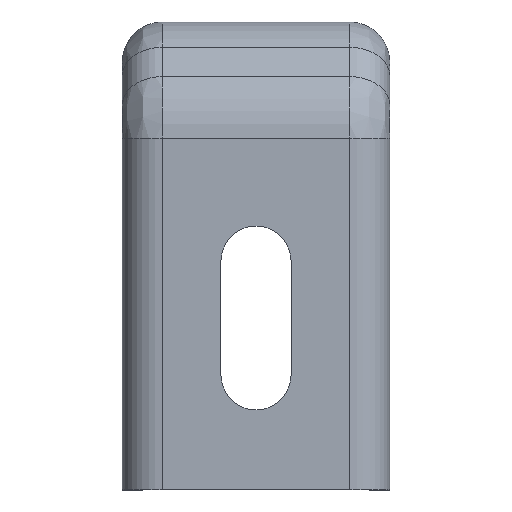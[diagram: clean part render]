
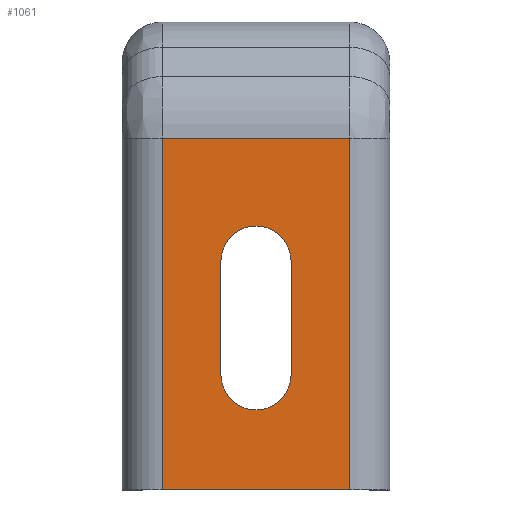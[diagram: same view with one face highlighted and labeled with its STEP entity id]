
A CAD part, top view. The second image highlights one B-rep face of the part: STEP entity #1061.
In plain terms, the highlighted face is planar.
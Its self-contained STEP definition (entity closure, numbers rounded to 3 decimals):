
#18 = LINE ( 'NONE', #1366, #794 ) ;
#48 = LINE ( 'NONE', #1738, #567 ) ;
#52 = CARTESIAN_POINT ( 'NONE',  ( 0., 17.2, 5.25 ) ) ;
#56 = LINE ( 'NONE', #218, #1892 ) ;
#66 = AXIS2_PLACEMENT_3D ( 'NONE', #1378, #1831, #1679 ) ;
#109 = ORIENTED_EDGE ( 'NONE', *, *, #987, .F. ) ;
#118 = EDGE_CURVE ( 'NONE', #1640, #607, #48, .T. ) ;
#119 = CARTESIAN_POINT ( 'NONE',  ( 0., 17.2, -5.25 ) ) ;
#136 = LINE ( 'NONE', #739, #1480 ) ;
#204 = VERTEX_POINT ( 'NONE', #1452 ) ;
#207 = LINE ( 'NONE', #368, #1135 ) ;
#218 = CARTESIAN_POINT ( 'NONE',  ( 0., 26.308, -14. ) ) ;
#254 = AXIS2_PLACEMENT_3D ( 'NONE', #843, #872, #574 ) ;
#273 = CARTESIAN_POINT ( 'NONE',  ( 0., 52.615, -14. ) ) ;
#326 = FACE_BOUND ( 'NONE', #1458, .T. ) ;
#368 = CARTESIAN_POINT ( 'NONE',  ( 0., 52.615, 0. ) ) ;
#394 = EDGE_CURVE ( 'NONE', #607, #830, #624, .T. ) ;
#400 = VERTEX_POINT ( 'NONE', #1499 ) ;
#443 = VECTOR ( 'NONE', #1836, 1000. ) ;
#473 = ORIENTED_EDGE ( 'NONE', *, *, #118, .F. ) ;
#525 = EDGE_CURVE ( 'NONE', #1398, #204, #207, .T. ) ;
#567 = VECTOR ( 'NONE', #1424, 1000. ) ;
#574 = DIRECTION ( 'NONE',  ( 0., 0., 1. ) ) ;
#587 = ORIENTED_EDGE ( 'NONE', *, *, #394, .F. ) ;
#598 = EDGE_CURVE ( 'NONE', #840, #1640, #821, .T. ) ;
#607 = VERTEX_POINT ( 'NONE', #119 ) ;
#621 = FACE_OUTER_BOUND ( 'NONE', #1380, .T. ) ;
#624 = CIRCLE ( 'NONE', #1729, 5.25 ) ;
#657 = ORIENTED_EDGE ( 'NONE', *, *, #1767, .T. ) ;
#739 = CARTESIAN_POINT ( 'NONE',  ( 0., 34.2, 5.25 ) ) ;
#757 = DIRECTION ( 'NONE',  ( 0., 1., 0. ) ) ;
#794 = VECTOR ( 'NONE', #1224, 1000. ) ;
#805 = DIRECTION ( 'NONE',  ( 0., 0., 1. ) ) ;
#821 = CIRCLE ( 'NONE', #254, 5.25 ) ;
#830 = VERTEX_POINT ( 'NONE', #52 ) ;
#840 = VERTEX_POINT ( 'NONE', #986 ) ;
#843 = CARTESIAN_POINT ( 'NONE',  ( 0., 34.2, 0. ) ) ;
#872 = DIRECTION ( 'NONE',  ( -1., 0., 0. ) ) ;
#986 = CARTESIAN_POINT ( 'NONE',  ( 0., 34.2, 5.25 ) ) ;
#987 = EDGE_CURVE ( 'NONE', #830, #840, #136, .T. ) ;
#1039 = DIRECTION ( 'NONE',  ( -1., 0., 0. ) ) ;
#1061 = ADVANCED_FACE ( 'NONE', ( #326, #621 ), #1230, .T. ) ;
#1067 = CARTESIAN_POINT ( 'NONE',  ( 0., 0., -14. ) ) ;
#1080 = CARTESIAN_POINT ( 'NONE',  ( 0., 0., 20. ) ) ;
#1135 = VECTOR ( 'NONE', #805, 1000. ) ;
#1224 = DIRECTION ( 'NONE',  ( 0., 1., 0. ) ) ;
#1230 = PLANE ( 'NONE',  #66 ) ;
#1240 = EDGE_CURVE ( 'NONE', #1872, #1398, #56, .T. ) ;
#1272 = DIRECTION ( 'NONE',  ( 0., 1., 0. ) ) ;
#1366 = CARTESIAN_POINT ( 'NONE',  ( 0., 0., 14. ) ) ;
#1378 = CARTESIAN_POINT ( 'NONE',  ( 0., 0., 20. ) ) ;
#1380 = EDGE_LOOP ( 'NONE', ( #657, #1830, #1581, #1562 ) ) ;
#1398 = VERTEX_POINT ( 'NONE', #273 ) ;
#1424 = DIRECTION ( 'NONE',  ( 0., -1., 0. ) ) ;
#1452 = CARTESIAN_POINT ( 'NONE',  ( 0., 52.615, 14. ) ) ;
#1458 = EDGE_LOOP ( 'NONE', ( #1658, #109, #587, #473 ) ) ;
#1480 = VECTOR ( 'NONE', #757, 1000. ) ;
#1499 = CARTESIAN_POINT ( 'NONE',  ( 0., 0., 14. ) ) ;
#1562 = ORIENTED_EDGE ( 'NONE', *, *, #1815, .F. ) ;
#1581 = ORIENTED_EDGE ( 'NONE', *, *, #1240, .F. ) ;
#1640 = VERTEX_POINT ( 'NONE', #1783 ) ;
#1652 = LINE ( 'NONE', #1080, #443 ) ;
#1658 = ORIENTED_EDGE ( 'NONE', *, *, #598, .F. ) ;
#1679 = DIRECTION ( 'NONE',  ( 0., 0., 1. ) ) ;
#1729 = AXIS2_PLACEMENT_3D ( 'NONE', #1784, #1039, #1943 ) ;
#1738 = CARTESIAN_POINT ( 'NONE',  ( 0., 34.2, -5.25 ) ) ;
#1767 = EDGE_CURVE ( 'NONE', #400, #204, #18, .T. ) ;
#1783 = CARTESIAN_POINT ( 'NONE',  ( 0., 34.2, -5.25 ) ) ;
#1784 = CARTESIAN_POINT ( 'NONE',  ( 0., 17.2, 0. ) ) ;
#1815 = EDGE_CURVE ( 'NONE', #400, #1872, #1652, .T. ) ;
#1830 = ORIENTED_EDGE ( 'NONE', *, *, #525, .F. ) ;
#1831 = DIRECTION ( 'NONE',  ( -1., 0., 0. ) ) ;
#1836 = DIRECTION ( 'NONE',  ( 0., 0., -1. ) ) ;
#1872 = VERTEX_POINT ( 'NONE', #1067 ) ;
#1892 = VECTOR ( 'NONE', #1272, 1000. ) ;
#1943 = DIRECTION ( 'NONE',  ( 0., 0., 1. ) ) ;
